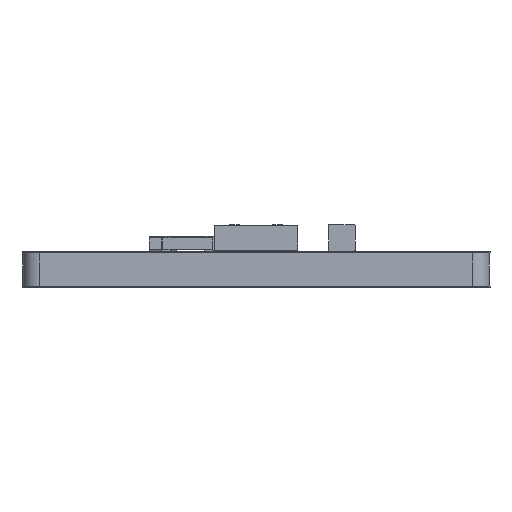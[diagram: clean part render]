
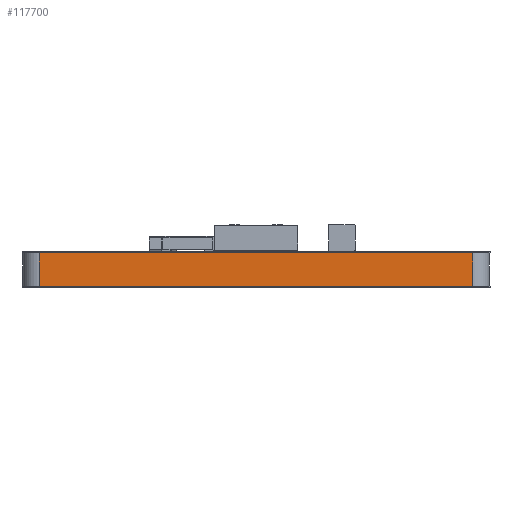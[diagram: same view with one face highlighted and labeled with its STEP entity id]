
A CAD part, left-side view. The second image highlights one B-rep face of the part: STEP entity #117700.
In plain terms, the highlighted planar face has unit normal (-1, 0, 0).
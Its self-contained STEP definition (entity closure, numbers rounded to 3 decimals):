
#115951 = VERTEX_POINT('',#115952);
#115952 = CARTESIAN_POINT('',(-9.,-6.5,0.));
#115958 = EDGE_CURVE('',#115951,#115959,#115961,.T.);
#115959 = VERTEX_POINT('',#115960);
#115960 = CARTESIAN_POINT('',(-9.,6.5,0.));
#115961 = LINE('',#115962,#115963);
#115962 = CARTESIAN_POINT('',(-9.,-6.5,0.));
#115963 = VECTOR('',#115964,1.);
#115964 = DIRECTION('',(0.,1.,0.));
#116684 = VERTEX_POINT('',#116685);
#116685 = CARTESIAN_POINT('',(-9.,-6.5,1.));
#116691 = EDGE_CURVE('',#116684,#116692,#116694,.T.);
#116692 = VERTEX_POINT('',#116693);
#116693 = CARTESIAN_POINT('',(-9.,6.5,1.));
#116694 = LINE('',#116695,#116696);
#116695 = CARTESIAN_POINT('',(-9.,-6.5,1.));
#116696 = VECTOR('',#116697,1.);
#116697 = DIRECTION('',(0.,1.,0.));
#117688 = EDGE_CURVE('',#115959,#116692,#117689,.T.);
#117689 = LINE('',#117690,#117691);
#117690 = CARTESIAN_POINT('',(-9.,6.5,0.));
#117691 = VECTOR('',#117692,1.);
#117692 = DIRECTION('',(0.,0.,1.));
#117700 = ADVANCED_FACE('',(#117701),#117712,.T.);
#117701 = FACE_BOUND('',#117702,.T.);
#117702 = EDGE_LOOP('',(#117703,#117709,#117710,#117711));
#117703 = ORIENTED_EDGE('',*,*,#117704,.T.);
#117704 = EDGE_CURVE('',#115951,#116684,#117705,.T.);
#117705 = LINE('',#117706,#117707);
#117706 = CARTESIAN_POINT('',(-9.,-6.5,0.));
#117707 = VECTOR('',#117708,1.);
#117708 = DIRECTION('',(0.,0.,1.));
#117709 = ORIENTED_EDGE('',*,*,#116691,.T.);
#117710 = ORIENTED_EDGE('',*,*,#117688,.F.);
#117711 = ORIENTED_EDGE('',*,*,#115958,.F.);
#117712 = PLANE('',#117713);
#117713 = AXIS2_PLACEMENT_3D('',#117714,#117715,#117716);
#117714 = CARTESIAN_POINT('',(-9.,-6.5,0.));
#117715 = DIRECTION('',(-1.,0.,0.));
#117716 = DIRECTION('',(0.,1.,0.));
